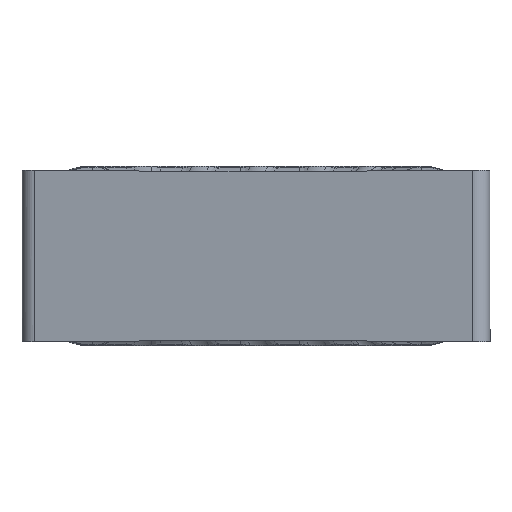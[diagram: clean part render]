
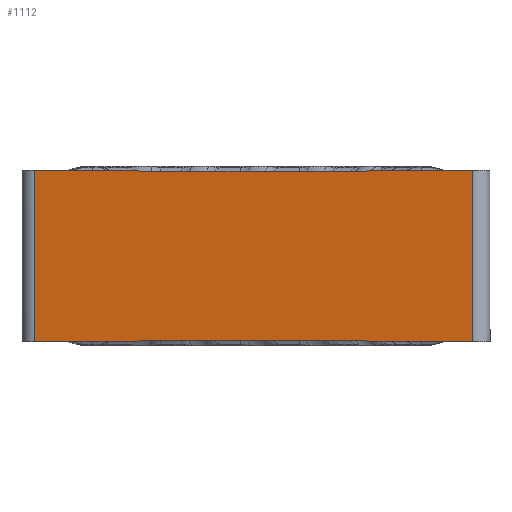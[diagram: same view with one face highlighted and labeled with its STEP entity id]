
A CAD part, front view. The second image highlights one B-rep face of the part: STEP entity #1112.
In plain terms, the highlighted planar face has unit normal (-0.174, -0.985, 0).
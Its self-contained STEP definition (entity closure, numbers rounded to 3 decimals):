
#1086=PLANE('',#10854);
#1112=ADVANCED_FACE('',(#1876),#1086,.F.);
#1876=FACE_OUTER_BOUND('',#2508,.T.);
#2508=EDGE_LOOP('',(#4259,#4260,#4261,#4262,#4263,#4264,#4265,#4266));
#3168=B_SPLINE_CURVE_WITH_KNOTS('',3,(#13498,#13499,#13500,#13501),
 .UNSPECIFIED.,.F.,.F.,(4,4),(0.,1.),.UNSPECIFIED.);
#3169=B_SPLINE_CURVE_WITH_KNOTS('',3,(#13503,#13504,#13505,#13506),
 .UNSPECIFIED.,.F.,.F.,(4,4),(0.,1.),.UNSPECIFIED.);
#3170=B_SPLINE_CURVE_WITH_KNOTS('',3,(#13508,#13509,#13510,#13511),
 .UNSPECIFIED.,.F.,.F.,(4,4),(0.,1.),.UNSPECIFIED.);
#3171=B_SPLINE_CURVE_WITH_KNOTS('',3,(#13513,#13514,#13515,#13516),
 .UNSPECIFIED.,.F.,.F.,(4,4),(0.,1.),.UNSPECIFIED.);
#3172=B_SPLINE_CURVE_WITH_KNOTS('',3,(#13517,#13518,#13519,#13520),
 .UNSPECIFIED.,.F.,.F.,(4,4),(0.,1.),.UNSPECIFIED.);
#3173=B_SPLINE_CURVE_WITH_KNOTS('',3,(#13522,#13523,#13524,#13525),
 .UNSPECIFIED.,.F.,.F.,(4,4),(0.,1.),.UNSPECIFIED.);
#4259=ORIENTED_EDGE('',*,*,#8804,.T.);
#4260=ORIENTED_EDGE('',*,*,#8800,.F.);
#4261=ORIENTED_EDGE('',*,*,#8805,.T.);
#4262=ORIENTED_EDGE('',*,*,#8806,.T.);
#4263=ORIENTED_EDGE('',*,*,#8807,.T.);
#4264=ORIENTED_EDGE('',*,*,#8778,.T.);
#4265=ORIENTED_EDGE('',*,*,#8808,.T.);
#4266=ORIENTED_EDGE('',*,*,#8809,.T.);
#7683=VERTEX_POINT('',#13387);
#7684=VERTEX_POINT('',#13389);
#7701=VERTEX_POINT('',#13484);
#7702=VERTEX_POINT('',#13485);
#7705=VERTEX_POINT('',#13502);
#7706=VERTEX_POINT('',#13507);
#7707=VERTEX_POINT('',#13512);
#7708=VERTEX_POINT('',#13521);
#8778=EDGE_CURVE('',#7684,#7683,#10504,.T.);
#8800=EDGE_CURVE('',#7701,#7702,#10509,.T.);
#8804=EDGE_CURVE('',#7705,#7702,#3168,.T.);
#8805=EDGE_CURVE('',#7701,#7706,#3169,.T.);
#8806=EDGE_CURVE('',#7706,#7707,#3170,.T.);
#8807=EDGE_CURVE('',#7707,#7684,#3171,.T.);
#8808=EDGE_CURVE('',#7683,#7708,#3172,.T.);
#8809=EDGE_CURVE('',#7708,#7705,#3173,.T.);
#10504=LINE('',#13388,#10656);
#10509=LINE('',#13483,#10661);
#10656=VECTOR('',#11630,1.);
#10661=VECTOR('',#11645,1.);
#10854=AXIS2_PLACEMENT_3D('',#13526,#11649,#11650);
#11630=DIRECTION('',(0.,0.,-1.));
#11645=DIRECTION('',(0.,0.,-1.));
#11649=DIRECTION('',(0.174,0.985,0.));
#11650=DIRECTION('',(-0.985,0.174,0.));
#13387=CARTESIAN_POINT('',(-6.019,-5.387,-4.76));
#13388=CARTESIAN_POINT('',(-6.019,-5.387,0.1));
#13389=CARTESIAN_POINT('',(-6.019,-5.387,-0.1));
#13483=CARTESIAN_POINT('',(5.881,-7.485,0.1));
#13484=CARTESIAN_POINT('',(5.881,-7.485,-0.1));
#13485=CARTESIAN_POINT('',(5.881,-7.485,-4.76));
#13498=CARTESIAN_POINT('',(0.994,-6.623,-4.72));
#13499=CARTESIAN_POINT('',(2.623,-6.91,-4.733));
#13500=CARTESIAN_POINT('',(4.252,-7.198,-4.747));
#13501=CARTESIAN_POINT('',(5.881,-7.485,-4.76));
#13502=CARTESIAN_POINT('',(0.994,-6.623,-4.72));
#13503=CARTESIAN_POINT('',(5.881,-7.485,-0.1));
#13504=CARTESIAN_POINT('',(4.252,-7.198,-0.113));
#13505=CARTESIAN_POINT('',(2.623,-6.91,-0.127));
#13506=CARTESIAN_POINT('',(0.994,-6.623,-0.14));
#13507=CARTESIAN_POINT('',(0.994,-6.623,-0.14));
#13508=CARTESIAN_POINT('',(0.994,-6.623,-0.14));
#13509=CARTESIAN_POINT('',(0.281,-6.498,-0.146));
#13510=CARTESIAN_POINT('',(-0.431,-6.372,-0.145));
#13511=CARTESIAN_POINT('',(-1.144,-6.246,-0.14));
#13512=CARTESIAN_POINT('',(-1.144,-6.246,-0.14));
#13513=CARTESIAN_POINT('',(-1.144,-6.246,-0.14));
#13514=CARTESIAN_POINT('',(-2.769,-5.96,-0.126));
#13515=CARTESIAN_POINT('',(-4.394,-5.673,-0.113));
#13516=CARTESIAN_POINT('',(-6.019,-5.387,-0.1));
#13517=CARTESIAN_POINT('',(-6.019,-5.387,-4.76));
#13518=CARTESIAN_POINT('',(-4.394,-5.673,-4.747));
#13519=CARTESIAN_POINT('',(-2.769,-5.96,-4.734));
#13520=CARTESIAN_POINT('',(-1.144,-6.246,-4.72));
#13521=CARTESIAN_POINT('',(-1.144,-6.246,-4.72));
#13522=CARTESIAN_POINT('',(-1.144,-6.246,-4.72));
#13523=CARTESIAN_POINT('',(-0.431,-6.372,-4.715));
#13524=CARTESIAN_POINT('',(0.281,-6.498,-4.714));
#13525=CARTESIAN_POINT('',(0.994,-6.623,-4.72));
#13526=CARTESIAN_POINT('',(5.881,-7.485,0.1));
